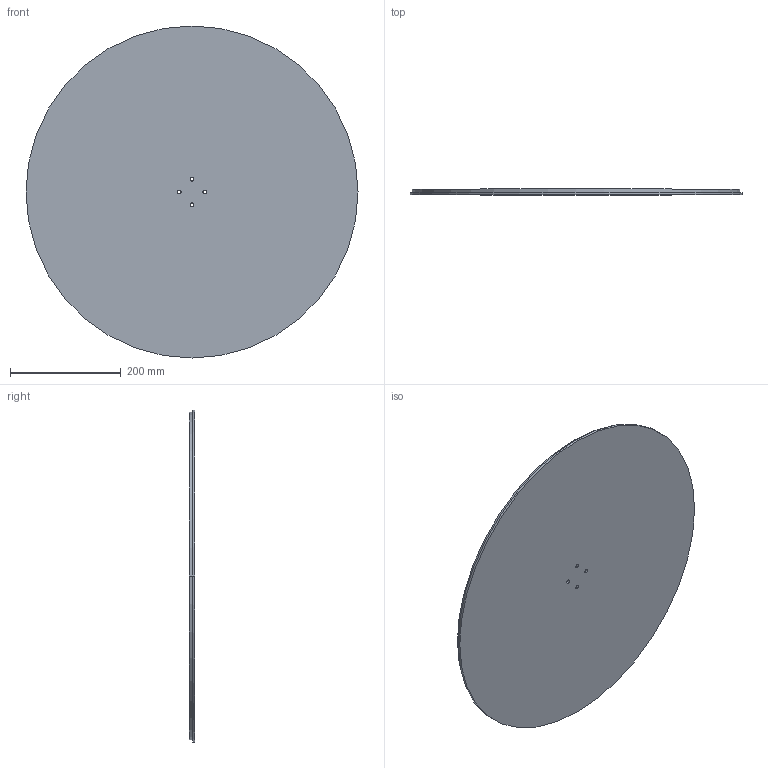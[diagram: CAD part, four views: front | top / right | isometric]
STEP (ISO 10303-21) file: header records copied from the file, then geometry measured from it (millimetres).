
FILE_DESCRIPTION((''),'2;1');
FILE_NAME('JC35TO-0005_ASM','2021-01-06T18:42:44',('sa'),('捷昌驱动'),'CREO PARAMETRIC BY PTC INC, 2018100','CREO PARAMETRIC BY PTC INC, 2018100','');
FILE_SCHEMA(('CONFIG_CONTROL_DESIGN'));
Length unit declared in the file: millimetre
Products named in the file (3): JC35TO-0002; JC35TO-0006; JC35TO-0005_ASM
Assembly tree (2 placements, depth 2):
  JC35TO-0005_ASM
    JC35TO-0002
    JC35TO-0006
Bounding box: 600 x 10 x 600 mm (x, y, z)
Volume: 2780318.3 mm3; surface area: 1135289.7 mm2
Topology: 2 solids, 4 shells, 44 faces, 110 edges, 72 vertices
Faces by surface type: cylinder 30, cone 8, plane 6
Entity records: 1493 total; most frequent: DIRECTION 284, CARTESIAN_POINT 233, ORIENTED_EDGE 212, AXIS2_PLACEMENT_3D 123, EDGE_CURVE 110, VERTEX_POINT 72, CIRCLE 72, EDGE_LOOP 68
